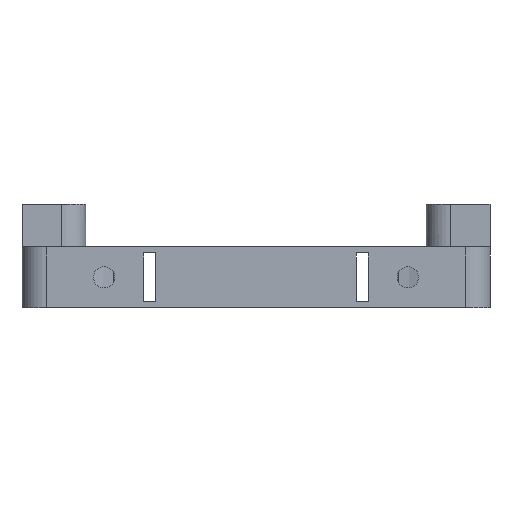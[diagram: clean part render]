
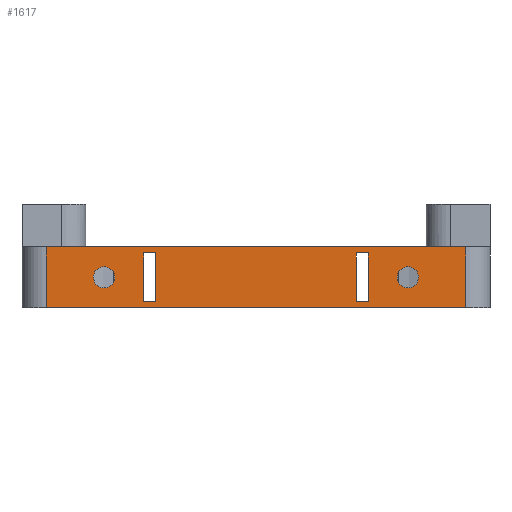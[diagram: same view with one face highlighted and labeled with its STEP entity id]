
A CAD part, front view. The second image highlights one B-rep face of the part: STEP entity #1617.
In plain terms, the highlighted planar face has unit normal (0, -1, 0).
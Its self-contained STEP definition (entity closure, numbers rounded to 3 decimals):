
#13 = CARTESIAN_POINT ( 'NONE',  ( 18.5, -38.5, 9. ) ) ;
#15 = ORIENTED_EDGE ( 'NONE', *, *, #2014, .F. ) ;
#116 = CARTESIAN_POINT ( 'NONE',  ( -18.5, -38.5, 1. ) ) ;
#151 = VECTOR ( 'NONE', #1586, 1000. ) ;
#187 = EDGE_CURVE ( 'NONE', #1356, #2440, #1110, .T. ) ;
#254 = LINE ( 'NONE', #1696, #151 ) ;
#304 = AXIS2_PLACEMENT_3D ( 'NONE', #1220, #3575, #2900 ) ;
#323 = EDGE_LOOP ( 'NONE', ( #1717, #15, #3571, #4148 ) ) ;
#385 = CARTESIAN_POINT ( 'NONE',  ( -18.5, -38.5, 1. ) ) ;
#410 = DIRECTION ( 'NONE',  ( 1., 0., 0. ) ) ;
#428 = CARTESIAN_POINT ( 'NONE',  ( 18.5, -38.5, 87.026 ) ) ;
#434 = EDGE_LOOP ( 'NONE', ( #1644, #2855, #3842, #2336 ) ) ;
#435 = CARTESIAN_POINT ( 'NONE',  ( 16.5, -38.5, 1. ) ) ;
#457 = DIRECTION ( 'NONE',  ( 0., 0., -1. ) ) ;
#543 = FACE_BOUND ( 'NONE', #2503, .T. ) ;
#546 = VERTEX_POINT ( 'NONE', #3279 ) ;
#552 = CARTESIAN_POINT ( 'NONE',  ( 25., -38.5, 3.25 ) ) ;
#593 = CARTESIAN_POINT ( 'NONE',  ( 34.5, -38.5, 10. ) ) ;
#612 = DIRECTION ( 'NONE',  ( 1., 0., 0. ) ) ;
#614 = VERTEX_POINT ( 'NONE', #2623 ) ;
#656 = AXIS2_PLACEMENT_3D ( 'NONE', #2727, #1700, #2745 ) ;
#741 = LINE ( 'NONE', #2517, #2758 ) ;
#775 = CARTESIAN_POINT ( 'NONE',  ( -25., -38.5, 6.75 ) ) ;
#796 = EDGE_CURVE ( 'NONE', #919, #991, #3867, .T. ) ;
#909 = AXIS2_PLACEMENT_3D ( 'NONE', #3422, #1454, #2770 ) ;
#916 = EDGE_CURVE ( 'NONE', #2540, #3697, #741, .T. ) ;
#919 = VERTEX_POINT ( 'NONE', #4140 ) ;
#943 = LINE ( 'NONE', #2753, #2496 ) ;
#991 = VERTEX_POINT ( 'NONE', #552 ) ;
#1110 = CIRCLE ( 'NONE', #2269, 1.75 ) ;
#1159 = CARTESIAN_POINT ( 'NONE',  ( -18.5, -38.5, 9. ) ) ;
#1183 = VERTEX_POINT ( 'NONE', #1993 ) ;
#1220 = CARTESIAN_POINT ( 'NONE',  ( -38.5, -38.5, 10. ) ) ;
#1303 = CARTESIAN_POINT ( 'NONE',  ( -18.5, -38.5, 9. ) ) ;
#1315 = DIRECTION ( 'NONE',  ( -1., 0., 0. ) ) ;
#1351 = ORIENTED_EDGE ( 'NONE', *, *, #3533, .F. ) ;
#1354 = FACE_BOUND ( 'NONE', #2059, .T. ) ;
#1356 = VERTEX_POINT ( 'NONE', #775 ) ;
#1430 = VECTOR ( 'NONE', #2827, 1000. ) ;
#1454 = DIRECTION ( 'NONE',  ( 0., 1., 0. ) ) ;
#1531 = LINE ( 'NONE', #3932, #3005 ) ;
#1586 = DIRECTION ( 'NONE',  ( 0., 0., -1. ) ) ;
#1588 = CARTESIAN_POINT ( 'NONE',  ( -38.5, -38.5, 0. ) ) ;
#1597 = VECTOR ( 'NONE', #457, 1000. ) ;
#1617 = ADVANCED_FACE ( 'NONE', ( #3896, #1354, #543, #2501, #2138 ), #3211, .F. ) ;
#1634 = ORIENTED_EDGE ( 'NONE', *, *, #796, .T. ) ;
#1644 = ORIENTED_EDGE ( 'NONE', *, *, #2201, .T. ) ;
#1696 = CARTESIAN_POINT ( 'NONE',  ( -18.5, -38.5, 87.026 ) ) ;
#1700 = DIRECTION ( 'NONE',  ( 0., -1., 0. ) ) ;
#1717 = ORIENTED_EDGE ( 'NONE', *, *, #3392, .T. ) ;
#1734 = DIRECTION ( 'NONE',  ( 0., 0., 1. ) ) ;
#1745 = CIRCLE ( 'NONE', #656, 1.75 ) ;
#1777 = VECTOR ( 'NONE', #1734, 1000. ) ;
#1801 = CARTESIAN_POINT ( 'NONE',  ( -16.5, -38.5, 1. ) ) ;
#1814 = VERTEX_POINT ( 'NONE', #2982 ) ;
#1838 = CARTESIAN_POINT ( 'NONE',  ( 16.5, -38.5, 9. ) ) ;
#1855 = LINE ( 'NONE', #385, #2690 ) ;
#1873 = ORIENTED_EDGE ( 'NONE', *, *, #2409, .T. ) ;
#1923 = DIRECTION ( 'NONE',  ( 0., 0., -1. ) ) ;
#1993 = CARTESIAN_POINT ( 'NONE',  ( 18.5, -38.5, 1. ) ) ;
#2008 = VERTEX_POINT ( 'NONE', #116 ) ;
#2014 = EDGE_CURVE ( 'NONE', #2103, #3567, #943, .T. ) ;
#2015 = LINE ( 'NONE', #4169, #1430 ) ;
#2017 = DIRECTION ( 'NONE',  ( 0., 1., 0. ) ) ;
#2034 = CARTESIAN_POINT ( 'NONE',  ( 25., -38.5, 5. ) ) ;
#2059 = EDGE_LOOP ( 'NONE', ( #1873, #1634 ) ) ;
#2103 = VERTEX_POINT ( 'NONE', #1838 ) ;
#2126 = LINE ( 'NONE', #13, #3074 ) ;
#2138 = FACE_BOUND ( 'NONE', #3361, .T. ) ;
#2145 = DIRECTION ( 'NONE',  ( 0., 0., -1. ) ) ;
#2191 = EDGE_CURVE ( 'NONE', #1814, #2103, #2126, .T. ) ;
#2201 = EDGE_CURVE ( 'NONE', #546, #3866, #4047, .T. ) ;
#2227 = DIRECTION ( 'NONE',  ( -1., 0., 0. ) ) ;
#2269 = AXIS2_PLACEMENT_3D ( 'NONE', #2370, #3087, #3374 ) ;
#2276 = EDGE_CURVE ( 'NONE', #3716, #2540, #2287, .T. ) ;
#2287 = LINE ( 'NONE', #1303, #3941 ) ;
#2312 = ORIENTED_EDGE ( 'NONE', *, *, #2276, .T. ) ;
#2336 = ORIENTED_EDGE ( 'NONE', *, *, #3304, .T. ) ;
#2370 = CARTESIAN_POINT ( 'NONE',  ( -25., -38.5, 5. ) ) ;
#2409 = EDGE_CURVE ( 'NONE', #991, #919, #3429, .T. ) ;
#2440 = VERTEX_POINT ( 'NONE', #3426 ) ;
#2489 = LINE ( 'NONE', #428, #1597 ) ;
#2496 = VECTOR ( 'NONE', #3754, 1000. ) ;
#2501 = FACE_OUTER_BOUND ( 'NONE', #434, .T. ) ;
#2502 = EDGE_CURVE ( 'NONE', #1814, #1183, #2489, .T. ) ;
#2503 = EDGE_LOOP ( 'NONE', ( #1351, #2610 ) ) ;
#2517 = CARTESIAN_POINT ( 'NONE',  ( -16.5, -38.5, 87.026 ) ) ;
#2533 = VECTOR ( 'NONE', #1923, 1000. ) ;
#2540 = VERTEX_POINT ( 'NONE', #2830 ) ;
#2610 = ORIENTED_EDGE ( 'NONE', *, *, #187, .F. ) ;
#2623 = CARTESIAN_POINT ( 'NONE',  ( -34.5, -38.5, 10. ) ) ;
#2690 = VECTOR ( 'NONE', #410, 1000. ) ;
#2717 = CARTESIAN_POINT ( 'NONE',  ( 34.5, -38.5, 10. ) ) ;
#2727 = CARTESIAN_POINT ( 'NONE',  ( -25., -38.5, 5. ) ) ;
#2745 = DIRECTION ( 'NONE',  ( 0., 0., -1. ) ) ;
#2753 = CARTESIAN_POINT ( 'NONE',  ( 16.5, -38.5, 87.026 ) ) ;
#2758 = VECTOR ( 'NONE', #2145, 1000. ) ;
#2770 = DIRECTION ( 'NONE',  ( 0., 0., -1. ) ) ;
#2798 = LINE ( 'NONE', #4237, #2533 ) ;
#2808 = VECTOR ( 'NONE', #612, 1000. ) ;
#2827 = DIRECTION ( 'NONE',  ( 1., 0., 0. ) ) ;
#2830 = CARTESIAN_POINT ( 'NONE',  ( -16.5, -38.5, 9. ) ) ;
#2855 = ORIENTED_EDGE ( 'NONE', *, *, #4101, .T. ) ;
#2896 = CARTESIAN_POINT ( 'NONE',  ( 34.5, -38.5, 0. ) ) ;
#2900 = DIRECTION ( 'NONE',  ( 0., 0., 1. ) ) ;
#2982 = CARTESIAN_POINT ( 'NONE',  ( 18.5, -38.5, 9. ) ) ;
#2985 = EDGE_CURVE ( 'NONE', #2008, #3697, #1855, .T. ) ;
#3005 = VECTOR ( 'NONE', #2227, 1000. ) ;
#3074 = VECTOR ( 'NONE', #1315, 1000. ) ;
#3087 = DIRECTION ( 'NONE',  ( 0., -1., 0. ) ) ;
#3194 = EDGE_CURVE ( 'NONE', #614, #3364, #2015, .T. ) ;
#3200 = ORIENTED_EDGE ( 'NONE', *, *, #916, .T. ) ;
#3211 = PLANE ( 'NONE',  #304 ) ;
#3267 = ORIENTED_EDGE ( 'NONE', *, *, #2985, .F. ) ;
#3279 = CARTESIAN_POINT ( 'NONE',  ( -34.5, -38.5, 0. ) ) ;
#3304 = EDGE_CURVE ( 'NONE', #614, #546, #2798, .T. ) ;
#3342 = AXIS2_PLACEMENT_3D ( 'NONE', #2034, #2017, #3354 ) ;
#3354 = DIRECTION ( 'NONE',  ( 0., 0., -1. ) ) ;
#3361 = EDGE_LOOP ( 'NONE', ( #3267, #4043, #2312, #3200 ) ) ;
#3364 = VERTEX_POINT ( 'NONE', #593 ) ;
#3374 = DIRECTION ( 'NONE',  ( 0., 0., -1. ) ) ;
#3392 = EDGE_CURVE ( 'NONE', #1183, #3567, #1531, .T. ) ;
#3422 = CARTESIAN_POINT ( 'NONE',  ( 25., -38.5, 5. ) ) ;
#3426 = CARTESIAN_POINT ( 'NONE',  ( -25., -38.5, 3.25 ) ) ;
#3429 = CIRCLE ( 'NONE', #3342, 1.75 ) ;
#3533 = EDGE_CURVE ( 'NONE', #2440, #1356, #1745, .T. ) ;
#3567 = VERTEX_POINT ( 'NONE', #435 ) ;
#3571 = ORIENTED_EDGE ( 'NONE', *, *, #2191, .F. ) ;
#3575 = DIRECTION ( 'NONE',  ( 0., 1., 0. ) ) ;
#3654 = LINE ( 'NONE', #2717, #1777 ) ;
#3697 = VERTEX_POINT ( 'NONE', #1801 ) ;
#3716 = VERTEX_POINT ( 'NONE', #1159 ) ;
#3754 = DIRECTION ( 'NONE',  ( 0., 0., -1. ) ) ;
#3842 = ORIENTED_EDGE ( 'NONE', *, *, #3194, .F. ) ;
#3866 = VERTEX_POINT ( 'NONE', #2896 ) ;
#3867 = CIRCLE ( 'NONE', #909, 1.75 ) ;
#3896 = FACE_BOUND ( 'NONE', #323, .T. ) ;
#3932 = CARTESIAN_POINT ( 'NONE',  ( 18.5, -38.5, 1. ) ) ;
#3941 = VECTOR ( 'NONE', #4231, 1000. ) ;
#3984 = EDGE_CURVE ( 'NONE', #3716, #2008, #254, .T. ) ;
#4043 = ORIENTED_EDGE ( 'NONE', *, *, #3984, .F. ) ;
#4047 = LINE ( 'NONE', #1588, #2808 ) ;
#4101 = EDGE_CURVE ( 'NONE', #3866, #3364, #3654, .T. ) ;
#4140 = CARTESIAN_POINT ( 'NONE',  ( 25., -38.5, 6.75 ) ) ;
#4148 = ORIENTED_EDGE ( 'NONE', *, *, #2502, .T. ) ;
#4169 = CARTESIAN_POINT ( 'NONE',  ( -38.5, -38.5, 10. ) ) ;
#4231 = DIRECTION ( 'NONE',  ( 1., 0., 0. ) ) ;
#4237 = CARTESIAN_POINT ( 'NONE',  ( -34.5, -38.5, 10. ) ) ;
